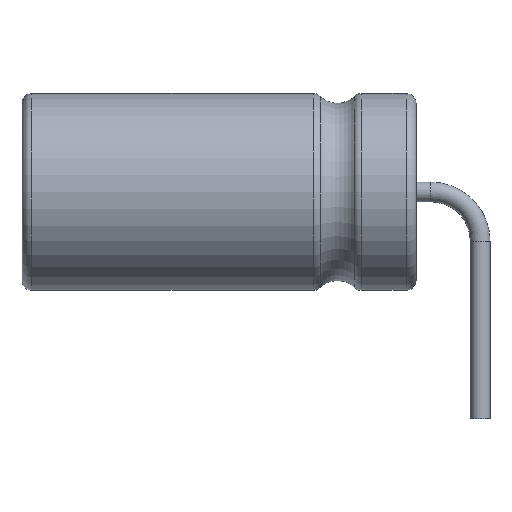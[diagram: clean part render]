
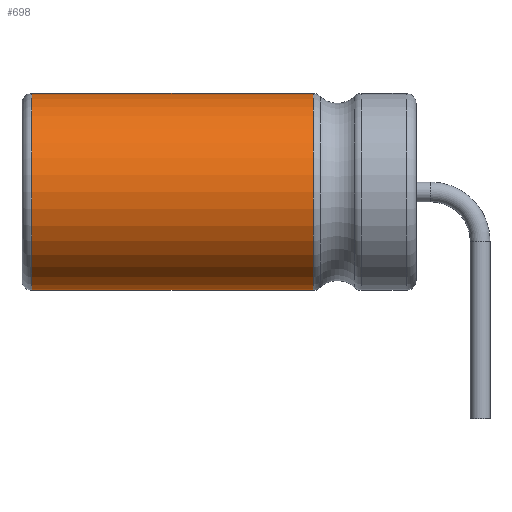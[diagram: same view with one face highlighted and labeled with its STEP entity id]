
A CAD part, left-side view. The second image highlights one B-rep face of the part: STEP entity #698.
In plain terms, the highlighted cylindrical face has radius 2 mm (diameter 4 mm), a partial arc.
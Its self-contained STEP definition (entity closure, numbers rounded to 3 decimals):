
#92=FACE_OUTER_BOUND('',#136,.T.);
#136=EDGE_LOOP('',(#597,#598,#599,#600));
#195=CIRCLE('',#802,2.);
#196=CIRCLE('',#804,2.);
#211=LINE('',#1101,#255);
#212=LINE('',#1104,#256);
#255=VECTOR('',#855,10.);
#256=VECTOR('',#858,10.);
#303=VERTEX_POINT('',#1094);
#304=VERTEX_POINT('',#1096);
#305=VERTEX_POINT('',#1100);
#306=VERTEX_POINT('',#1102);
#367=EDGE_CURVE('',#305,#303,#211,.T.);
#369=EDGE_CURVE('',#304,#306,#212,.T.);
#443=EDGE_CURVE('',#304,#303,#195,.T.);
#444=EDGE_CURVE('',#305,#306,#196,.T.);
#597=ORIENTED_EDGE('',*,*,#367,.T.);
#598=ORIENTED_EDGE('',*,*,#443,.F.);
#599=ORIENTED_EDGE('',*,*,#369,.T.);
#600=ORIENTED_EDGE('',*,*,#444,.F.);
#661=CYLINDRICAL_SURFACE('',#803,2.);
#698=ADVANCED_FACE('',(#92),#661,.T.);
#802=AXIS2_PLACEMENT_3D('',#1253,#1027,#1028);
#803=AXIS2_PLACEMENT_3D('',#1254,#1029,#1030);
#804=AXIS2_PLACEMENT_3D('',#1255,#1031,#1032);
#855=DIRECTION('',(0.,1.,0.));
#858=DIRECTION('',(0.,-1.,0.));
#1027=DIRECTION('center_axis',(0.,1.,0.));
#1028=DIRECTION('ref_axis',(0.,0.,-1.));
#1029=DIRECTION('center_axis',(0.,1.,0.));
#1030=DIRECTION('ref_axis',(-1.,0.,0.));
#1031=DIRECTION('center_axis',(0.,-1.,0.));
#1032=DIRECTION('ref_axis',(0.,0.,-1.));
#1094=CARTESIAN_POINT('',(1.732,8.1,1.));
#1096=CARTESIAN_POINT('',(1.732,8.1,-1.));
#1100=CARTESIAN_POINT('',(1.732,2.39,1.));
#1101=CARTESIAN_POINT('',(1.732,5.3,1.));
#1102=CARTESIAN_POINT('',(1.732,2.39,-1.));
#1104=CARTESIAN_POINT('',(1.732,5.3,-1.));
#1253=CARTESIAN_POINT('Origin',(0.,8.1,0.));
#1254=CARTESIAN_POINT('Origin',(0.,5.3,0.));
#1255=CARTESIAN_POINT('Origin',(0.,2.39,0.));
